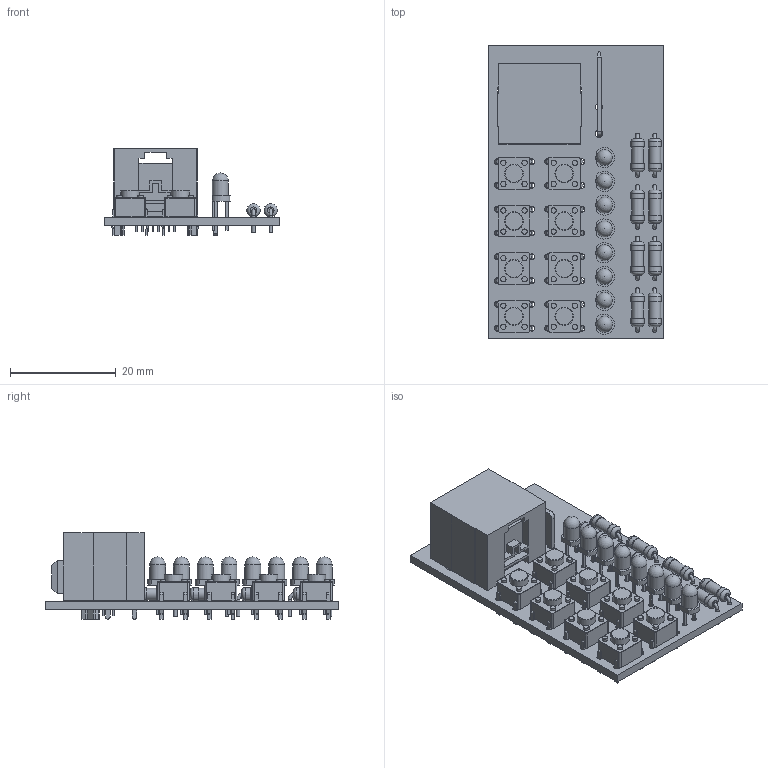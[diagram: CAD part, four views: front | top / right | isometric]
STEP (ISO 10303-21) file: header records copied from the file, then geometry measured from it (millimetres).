
FILE_DESCRIPTION(('KiCad electronic assembly'),'2;1');
FILE_NAME('SPS-SN2-IOTester.step','2019-12-26T20:31:30',('An Author'),( 'A Company'),'Open CASCADE STEP processor 6.9', 'KiCad to STEP converter','Unknown');
FILE_SCHEMA(('AUTOMOTIVE_DESIGN { 1 0 10303 214 1 1 1 1 }'));
Length unit declared in the file: millimetre
Products named in the file (12): Open CASCADE STEP translator 6.9 1; c-0406525-11-c-3d; SOLID; R_Axial_DIN0207_L6.3mm_D2.5mm_P7.62mm_Horizontal; SW_PUSH_6mm_H5mm; c-928814-1-c-3d; LED_D3.0mm; COMPOUND
Assembly tree (32 placements, depth 3):
  Open CASCADE STEP translator 6.9 1
    c-0406525-11-c-3d
      SOLID
    R_Axial_DIN0207_L6.3mm_D2.5mm_P7.62mm_Horizontal  x8
      SOLID
    SW_PUSH_6mm_H5mm  x8
      SOLID
    c-928814-1-c-3d
      SOLID
    LED_D3.0mm  x8
      SOLID
    COMPOUND
Bounding box: 33.25 x 55.5 x 16.41 mm (x, y, z)
Volume: 6332.8 mm3; surface area: 9930.2 mm2
Topology: 27 solids, 27 shells, 1528 faces, 3993 edges, 2596 vertices
Faces by surface type: plane 975, cylinder 505, torus 40, sphere 8
Full cylindrical faces by diameter (mm): 0.6 x16, 0.8 x16, 0.89 x8, 0.9 x16, 1 x32, 1.1 x32, 1.4 x2, 2.25 x8, 2.5 x16, 3 x8, 3.25 x2, 3.5 x8
Entity records: 43064 total; most frequent: CARTESIAN_POINT 8362, DIRECTION 6381, LINE 4211, VECTOR 4211, ORIENTED_EDGE 3270, PCURVE 3270, DEFINITIONAL_REPRESENTATION 3270, EDGE_CURVE 1635
